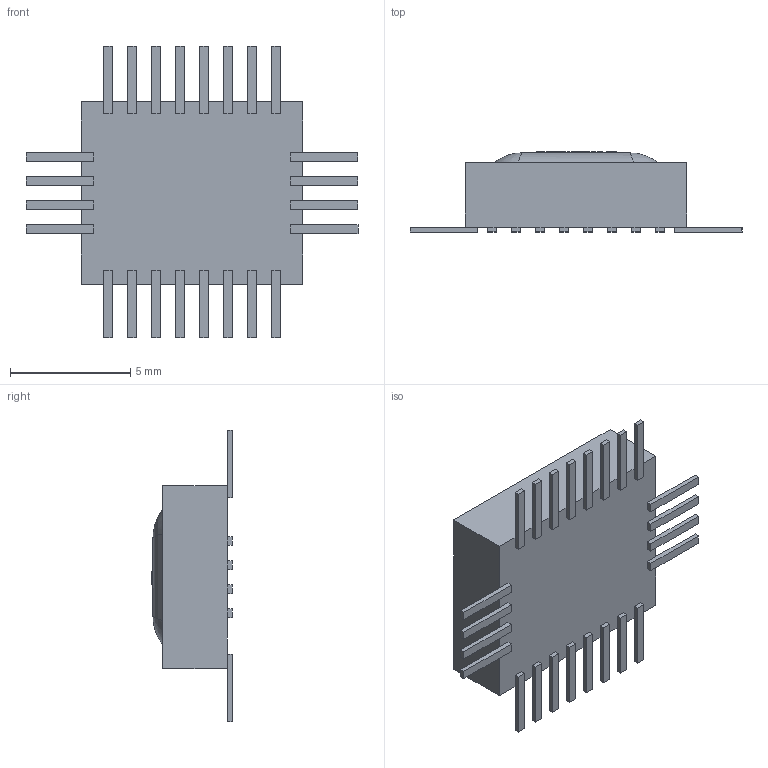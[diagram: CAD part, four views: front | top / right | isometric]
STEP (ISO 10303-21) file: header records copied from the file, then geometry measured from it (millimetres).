
FILE_DESCRIPTION (( 'STEP AP214' ), '1' );
FILE_NAME ('H06.24-1B.STEP', '2017-05-12T12:04:42', ( '' ), ( '' ), 'SwSTEP 2.0', 'SolidWorks 2016', '' );
FILE_SCHEMA (( 'AUTOMOTIVE_DESIGN' ));
Length unit declared in the file: millimetre
Products named in the file (1): H06.24-1B
Bounding box: 13.8 x 3.35 x 12.1 mm (x, y, z)
Volume: 205.4 mm3; surface area: 303.9 mm2
Topology: 1 solids, 1 shells, 274 faces, 723 edges, 462 vertices
Faces by surface type: plane 218, bspline 52, cylinder 4
Entity records: 12911 total; most frequent: CARTESIAN_POINT 4692, ORIENTED_EDGE 1438, DIRECTION 1057, EDGE_CURVE 719, VECTOR 611, LINE 611, VERTEX_POINT 462, EDGE_LOOP 289
